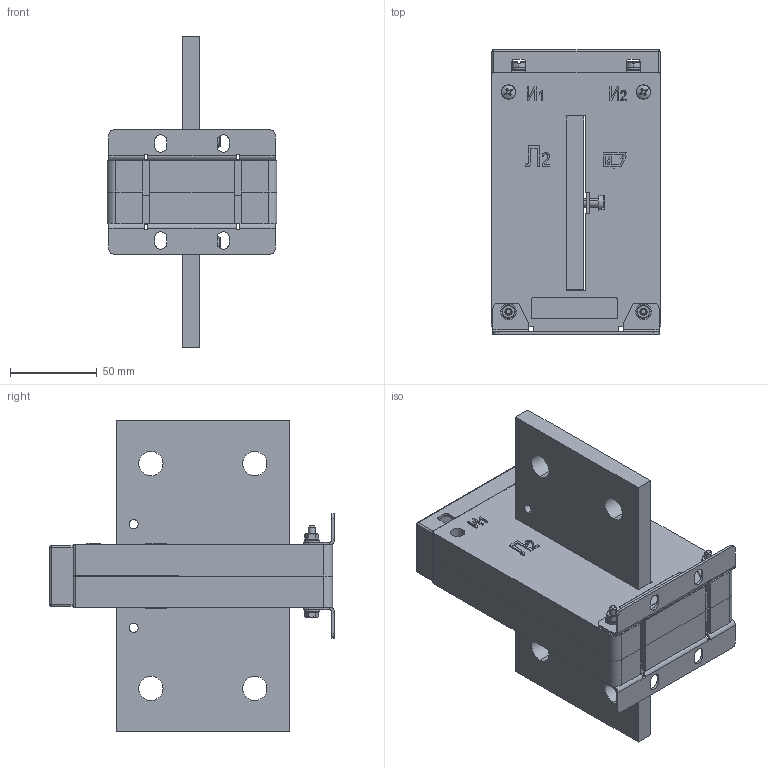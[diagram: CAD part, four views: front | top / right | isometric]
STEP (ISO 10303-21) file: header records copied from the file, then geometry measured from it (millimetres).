
FILE_DESCRIPTION (( 'STEP AP214' ), '1' );
FILE_NAME ('ﾒ-0,66-4ﾋ.STEP', '2023-08-01T11:41:48', ( '' ), ( '' ), 'SwSTEP 2.0', 'SolidWorks 2014', '' );
FILE_SCHEMA (( 'AUTOMOTIVE_DESIGN' ));
Length unit declared in the file: millimetre
Products named in the file (64): 屡扔.741131.008 想囗赅; 屡扔.685527.043 罔磬_-05; 屡扔.301524.025 肃镟_1; ﾘ琺矜 5.01.019 ﾃﾎﾑﾒ11371-78; 妈眚 󊙅0.58.019 梦岩17473-80; ÂÅÈÓ.754312.152 Òàáëè÷êà ïðåäñòàâèòåëüíàÿ; ﾘ琺矜 5.65ﾃ.019 ﾃﾎﾑﾒ 6402-70; ÂÅÈÓ.757249.004 Ïëàñòèíà êîíòàêòíàÿ; ﾘ琺矜 4.65ﾃ.019 ﾃﾎﾑﾒ1144-80_1; Øóðóï 2-4õ20.019 ÃÎÑÒ 1144-80; Ãàéêà Ì4.5.019 ÃÎÑÒ5915-70_1; ÂÅÈÓ.323293.013 Êðûøêà çàùèòíàÿ_-03; ÂÅÈÓ.323293.013 Êðûøêà çàùèòíàÿ; Áîëò ÃÎÑÒ 7805-70 Ì4-Ì6; Áîëò ÃÎÑÒ 7805-70 Ì4-Ì6_Œ4å50; Ãàéêà Ì4.5.019 ÃÎÑÒ5915-70; ÂÅÈÓ.686171.020À Ïîëóêîðïóñ Ë1_-01; ﾘ琺矜 4.01.019 ﾃﾎﾑﾒ11371-78_1; ﾒ-0,66-4ﾋ; 屡扔.754312.173 亦犭梓赅; 屡扔.741131.008 想囗赅_-02; ÂÅÈÓ.686171.021À Ïîëóêîðïóñ Ë2; 屡扔.685527.043 罔磬; 妈眚 󊅠.58.019 梦岩17473-80; ÂÅÈÓ.686171.021À Ïîëóêîðïóñ Ë2_-01; ÂÅÈÓ.685412.034 Ìàãíèòîïðîâîä ñ îáìîòêîé; ÂÅÈÓ.686171.020À Ïîëóêîðïóñ Ë1
Assembly tree (44 placements, depth 3):
  屡扔.741131.008 想囗赅
  屡扔.301524.025 肃镟_1
  ﾘ琺矜 5.01.019 ﾃﾎﾑﾒ11371-78
  妈眚 󊙅0.58.019 梦岩17473-80
  ÂÅÈÓ.757249.004 Ïëàñòèíà êîíòàêòíàÿ
Bounding box: 98 x 164.5 x 180 mm (x, y, z)
Volume: 338733 mm3; surface area: 196533.8 mm2
Topology: 43 solids, 43 shells, 1316 faces, 3398 edges, 2205 vertices
Faces by surface type: plane 814, cylinder 305, cone 108, torus 45, bspline 28, sphere 16
Entity records: 31787 total; most frequent: CARTESIAN_POINT 7113, ORIENTED_EDGE 4870, DIRECTION 4626, EDGE_CURVE 2435, LINE 1764, VECTOR 1764, VERTEX_POINT 1594, AXIS2_PLACEMENT_3D 1431
